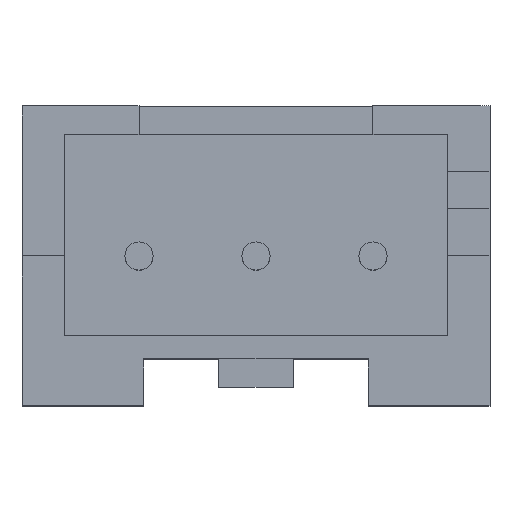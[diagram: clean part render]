
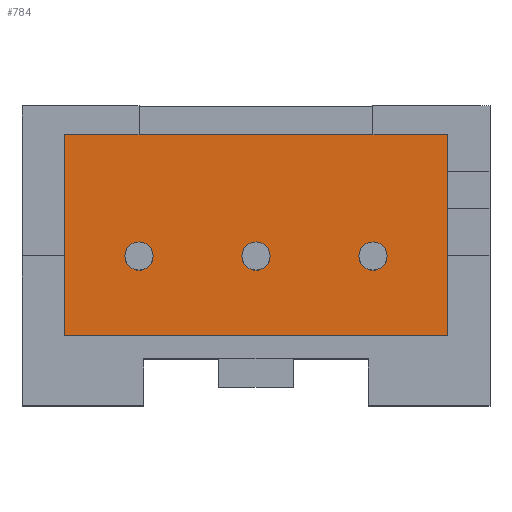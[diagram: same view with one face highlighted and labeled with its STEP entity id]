
A CAD part, top view. The second image highlights one B-rep face of the part: STEP entity #784.
In plain terms, the highlighted planar face has unit normal (0, 0, 1).
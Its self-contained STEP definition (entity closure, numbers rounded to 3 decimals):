
#17=FACE_BOUND('',#117,.T.);
#18=FACE_BOUND('',#118,.T.);
#19=FACE_BOUND('',#119,.T.);
#23=PLANE('',#855);
#68=FACE_OUTER_BOUND('',#116,.T.);
#116=EDGE_LOOP('',(#578,#579,#580,#581));
#117=EDGE_LOOP('',(#582));
#118=EDGE_LOOP('',(#583));
#119=EDGE_LOOP('',(#584));
#173=LINE('',#1166,#269);
#174=LINE('',#1168,#270);
#175=LINE('',#1170,#271);
#176=LINE('',#1171,#272);
#269=VECTOR('',#952,1000.);
#270=VECTOR('',#953,1000.);
#271=VECTOR('',#954,1000.);
#272=VECTOR('',#955,1000.);
#351=CIRCLE('',#839,0.3);
#355=CIRCLE('',#845,0.3);
#359=CIRCLE('',#851,0.3);
#363=VERTEX_POINT('',#1112);
#367=VERTEX_POINT('',#1124);
#371=VERTEX_POINT('',#1136);
#383=VERTEX_POINT('',#1164);
#384=VERTEX_POINT('',#1165);
#385=VERTEX_POINT('',#1167);
#386=VERTEX_POINT('',#1169);
#436=EDGE_CURVE('',#363,#363,#351,.T.);
#442=EDGE_CURVE('',#367,#367,#355,.T.);
#448=EDGE_CURVE('',#371,#371,#359,.T.);
#461=EDGE_CURVE('',#383,#384,#173,.T.);
#462=EDGE_CURVE('',#384,#385,#174,.T.);
#463=EDGE_CURVE('',#385,#386,#175,.T.);
#464=EDGE_CURVE('',#386,#383,#176,.T.);
#578=ORIENTED_EDGE('',*,*,#461,.T.);
#579=ORIENTED_EDGE('',*,*,#462,.T.);
#580=ORIENTED_EDGE('',*,*,#463,.T.);
#581=ORIENTED_EDGE('',*,*,#464,.T.);
#582=ORIENTED_EDGE('',*,*,#448,.F.);
#583=ORIENTED_EDGE('',*,*,#436,.F.);
#584=ORIENTED_EDGE('',*,*,#442,.F.);
#784=ADVANCED_FACE('',(#68,#17,#18,#19),#23,.F.);
#839=AXIS2_PLACEMENT_3D('',#1113,#903,#904);
#845=AXIS2_PLACEMENT_3D('',#1125,#917,#918);
#851=AXIS2_PLACEMENT_3D('',#1137,#931,#932);
#855=AXIS2_PLACEMENT_3D('',#1163,#950,#951);
#903=DIRECTION('center_axis',(0.,0.,1.));
#904=DIRECTION('ref_axis',(0.,1.,0.));
#917=DIRECTION('center_axis',(0.,0.,1.));
#918=DIRECTION('ref_axis',(0.,1.,0.));
#931=DIRECTION('center_axis',(0.,0.,1.));
#932=DIRECTION('ref_axis',(0.,1.,0.));
#950=DIRECTION('center_axis',(0.,0.,-1.));
#951=DIRECTION('ref_axis',(0.,1.,0.));
#952=DIRECTION('',(0.,1.,0.));
#953=DIRECTION('',(-1.,0.,0.));
#954=DIRECTION('',(0.,-1.,0.));
#955=DIRECTION('',(1.,0.,0.));
#1112=CARTESIAN_POINT('',(-2.5,-0.3,2.3));
#1113=CARTESIAN_POINT('Origin',(-2.5,0.,2.3));
#1124=CARTESIAN_POINT('',(0.,-0.3,2.3));
#1125=CARTESIAN_POINT('Origin',(0.,0.,2.3));
#1136=CARTESIAN_POINT('',(2.5,-0.3,2.3));
#1137=CARTESIAN_POINT('Origin',(2.5,0.,2.3));
#1163=CARTESIAN_POINT('Origin',(4.1,2.6,2.3));
#1164=CARTESIAN_POINT('',(4.1,-1.7,2.3));
#1165=CARTESIAN_POINT('',(4.1,2.6,2.3));
#1166=CARTESIAN_POINT('',(4.1,-1.7,2.3));
#1167=CARTESIAN_POINT('',(-4.1,2.6,2.3));
#1168=CARTESIAN_POINT('',(-4.1,2.6,2.3));
#1169=CARTESIAN_POINT('',(-4.1,-1.7,2.3));
#1170=CARTESIAN_POINT('',(-4.1,-1.7,2.3));
#1171=CARTESIAN_POINT('',(-4.1,-1.7,2.3));
